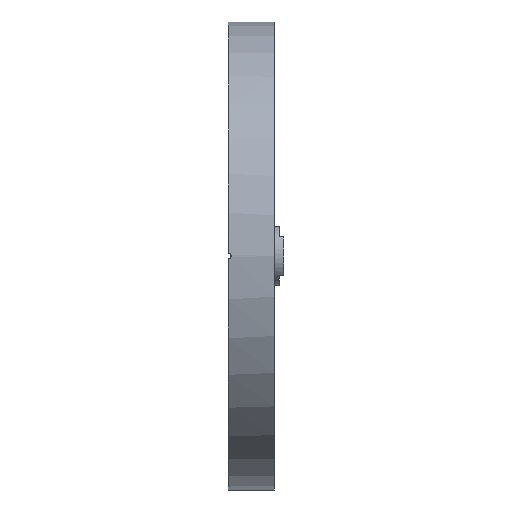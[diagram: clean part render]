
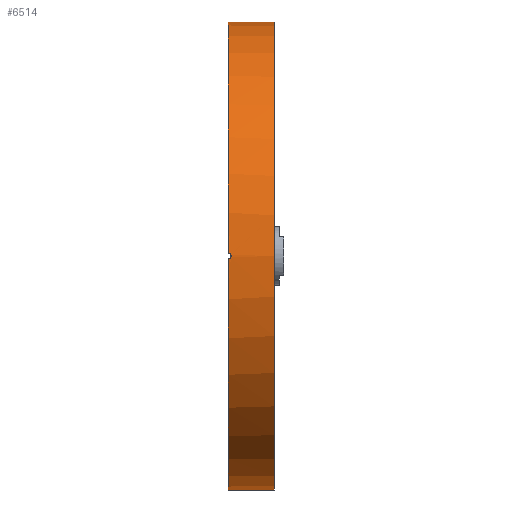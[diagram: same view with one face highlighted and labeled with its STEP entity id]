
A CAD part, left-side view. The second image highlights one B-rep face of the part: STEP entity #6514.
In plain terms, the highlighted cylindrical face has radius 76.2 mm (diameter 152.4 mm), a partial arc.
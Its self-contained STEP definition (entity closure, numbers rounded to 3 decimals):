
#18 = CARTESIAN_POINT ( 'NONE',  ( 0., -15., -76.2 ) ) ;
#279 = CARTESIAN_POINT ( 'NONE',  ( -76.198, -0.799, 0.615 ) ) ;
#288 = DIRECTION ( 'NONE',  ( 0., 1., 0. ) ) ;
#436 = ORIENTED_EDGE ( 'NONE', *, *, #14597, .F. ) ;
#653 = EDGE_CURVE ( 'NONE', #14264, #9288, #12876, .T. ) ;
#855 = B_SPLINE_CURVE_WITH_KNOTS ( 'NONE', 3,
 ( #11342, #4107, #11036, #5366, #10162, #279, #14945, #13784, #1448, #3876, #11102, #5134, #8671, #13475, #12374, #2703 ),
 .UNSPECIFIED., .F., .F.,
 ( 4, 2, 2, 2, 2, 2, 2, 4 ),
 ( 0., 0., 0.001, 0.001, 0.002, 0.002, 0.002, 0.003 ),
 .UNSPECIFIED. ) ;
#858 = DIRECTION ( 'NONE',  ( 0., 1., 0. ) ) ;
#905 = DIRECTION ( 'NONE',  ( 0., 0., 1. ) ) ;
#969 = DIRECTION ( 'NONE',  ( 0., 0., 1. ) ) ;
#1448 = CARTESIAN_POINT ( 'NONE',  ( -76.2, -1., 0.131 ) ) ;
#1464 = DIRECTION ( 'NONE',  ( 0., 0., 1. ) ) ;
#2222 = DIRECTION ( 'NONE',  ( 0., 1., 0. ) ) ;
#2376 = AXIS2_PLACEMENT_3D ( 'NONE', #7664, #2789, #1464 ) ;
#2703 = CARTESIAN_POINT ( 'NONE',  ( -76.193, 0., -1. ) ) ;
#2789 = DIRECTION ( 'NONE',  ( 0., 1., 0. ) ) ;
#2928 = CARTESIAN_POINT ( 'NONE',  ( 0., 0., -76.2 ) ) ;
#3147 = CARTESIAN_POINT ( 'NONE',  ( 0., -15., 76.2 ) ) ;
#3262 = CARTESIAN_POINT ( 'NONE',  ( -76.193, 0., -1. ) ) ;
#3814 = VERTEX_POINT ( 'NONE', #13241 ) ;
#3876 = CARTESIAN_POINT ( 'NONE',  ( -76.2, -1., -0.13 ) ) ;
#4107 = CARTESIAN_POINT ( 'NONE',  ( -76.193, -0.132, 1. ) ) ;
#4240 = DIRECTION ( 'NONE',  ( 0., 1., 0. ) ) ;
#4251 = ORIENTED_EDGE ( 'NONE', *, *, #653, .F. ) ;
#4634 = ORIENTED_EDGE ( 'NONE', *, *, #12873, .T. ) ;
#4888 = CIRCLE ( 'NONE', #2376, 76.2 ) ;
#5000 = VERTEX_POINT ( 'NONE', #3262 ) ;
#5134 = CARTESIAN_POINT ( 'NONE',  ( -76.198, -0.874, -0.503 ) ) ;
#5366 = CARTESIAN_POINT ( 'NONE',  ( -76.195, -0.504, 0.874 ) ) ;
#6333 = EDGE_CURVE ( 'NONE', #14163, #3814, #8755, .T. ) ;
#6352 = VECTOR ( 'NONE', #288, 1000. ) ;
#6473 = CIRCLE ( 'NONE', #11249, 76.2 ) ;
#6514 = ADVANCED_FACE ( 'NONE', ( #12925 ), #11748, .T. ) ;
#6933 = CARTESIAN_POINT ( 'NONE',  ( 0., -15., 0. ) ) ;
#7664 = CARTESIAN_POINT ( 'NONE',  ( 0., -15., 0. ) ) ;
#7702 = DIRECTION ( 'NONE',  ( 0., 0., 1. ) ) ;
#7926 = CARTESIAN_POINT ( 'NONE',  ( 0., -15., -76.2 ) ) ;
#8231 = ORIENTED_EDGE ( 'NONE', *, *, #6333, .T. ) ;
#8340 = EDGE_CURVE ( 'NONE', #9288, #5000, #6473, .T. ) ;
#8515 = CARTESIAN_POINT ( 'NONE',  ( 0., -15., 76.2 ) ) ;
#8610 = AXIS2_PLACEMENT_3D ( 'NONE', #10618, #2222, #969 ) ;
#8671 = CARTESIAN_POINT ( 'NONE',  ( -76.198, -0.801, -0.613 ) ) ;
#8755 = LINE ( 'NONE', #8515, #6352 ) ;
#9140 = EDGE_LOOP ( 'NONE', ( #4251, #15227, #8231, #436, #4634, #11390 ) ) ;
#9288 = VERTEX_POINT ( 'NONE', #2928 ) ;
#9441 = DIRECTION ( 'NONE',  ( 0., 1., 0. ) ) ;
#10047 = CARTESIAN_POINT ( 'NONE',  ( 0., 0., 0. ) ) ;
#10089 = CARTESIAN_POINT ( 'NONE',  ( -76.193, 0., 1. ) ) ;
#10162 = CARTESIAN_POINT ( 'NONE',  ( -76.196, -0.615, 0.799 ) ) ;
#10441 = VERTEX_POINT ( 'NONE', #10089 ) ;
#10493 = EDGE_CURVE ( 'NONE', #14264, #14163, #4888, .T. ) ;
#10618 = CARTESIAN_POINT ( 'NONE',  ( 0., 0., 0. ) ) ;
#11036 = CARTESIAN_POINT ( 'NONE',  ( -76.194, -0.262, 0.974 ) ) ;
#11102 = CARTESIAN_POINT ( 'NONE',  ( -76.2, -0.974, -0.261 ) ) ;
#11249 = AXIS2_PLACEMENT_3D ( 'NONE', #10047, #4240, #7702 ) ;
#11342 = CARTESIAN_POINT ( 'NONE',  ( -76.193, 0., 1. ) ) ;
#11390 = ORIENTED_EDGE ( 'NONE', *, *, #8340, .F. ) ;
#11494 = VECTOR ( 'NONE', #858, 1000. ) ;
#11748 = CYLINDRICAL_SURFACE ( 'NONE', #12413, 76.2 ) ;
#12374 = CARTESIAN_POINT ( 'NONE',  ( -76.193, -0.264, -1. ) ) ;
#12413 = AXIS2_PLACEMENT_3D ( 'NONE', #6933, #9441, #905 ) ;
#12873 = EDGE_CURVE ( 'NONE', #10441, #5000, #855, .T. ) ;
#12876 = LINE ( 'NONE', #7926, #11494 ) ;
#12925 = FACE_OUTER_BOUND ( 'NONE', #9140, .T. ) ;
#13241 = CARTESIAN_POINT ( 'NONE',  ( 0., 0., 76.2 ) ) ;
#13475 = CARTESIAN_POINT ( 'NONE',  ( -76.195, -0.521, -0.893 ) ) ;
#13784 = CARTESIAN_POINT ( 'NONE',  ( -76.2, -0.974, 0.263 ) ) ;
#14163 = VERTEX_POINT ( 'NONE', #3147 ) ;
#14264 = VERTEX_POINT ( 'NONE', #18 ) ;
#14597 = EDGE_CURVE ( 'NONE', #10441, #3814, #15384, .T. ) ;
#14945 = CARTESIAN_POINT ( 'NONE',  ( -76.198, -0.874, 0.503 ) ) ;
#15227 = ORIENTED_EDGE ( 'NONE', *, *, #10493, .T. ) ;
#15384 = CIRCLE ( 'NONE', #8610, 76.2 ) ;
